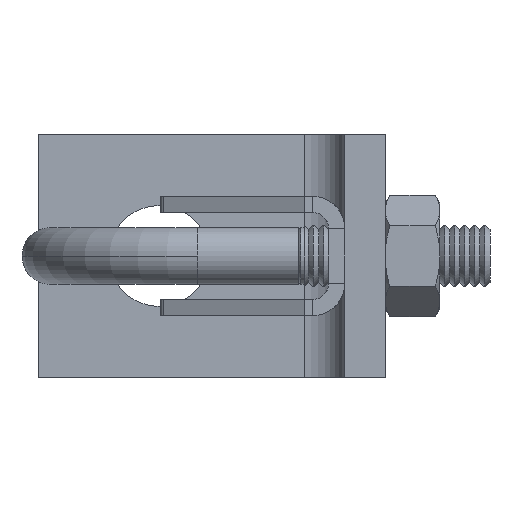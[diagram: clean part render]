
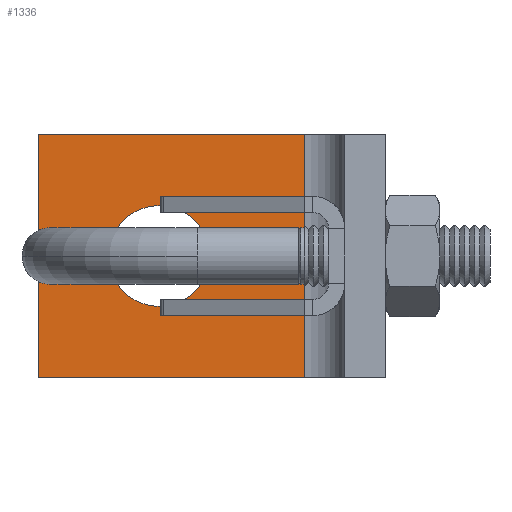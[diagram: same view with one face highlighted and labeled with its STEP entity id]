
A CAD part, left-side view. The second image highlights one B-rep face of the part: STEP entity #1336.
In plain terms, the highlighted planar face has unit normal (-1, 0, 0).
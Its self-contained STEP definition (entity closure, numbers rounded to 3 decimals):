
#98 = DIRECTION ( 'NONE',  ( 0., 0., -1. ) ) ;
#150 = CARTESIAN_POINT ( 'NONE',  ( -5., 10., 15. ) ) ;
#423 = ORIENTED_EDGE ( 'NONE', *, *, #9295, .F. ) ;
#563 = DIRECTION ( 'NONE',  ( 1., 0., 0. ) ) ;
#1336 = ADVANCED_FACE ( 'NONE', ( #11496, #15605 ), #14218, .F. ) ;
#1461 = EDGE_CURVE ( 'NONE', #15263, #7910, #1897, .T. ) ;
#1653 = CARTESIAN_POINT ( 'NONE',  ( -5., 28., -6.25 ) ) ;
#1897 = LINE ( 'NONE', #11332, #5988 ) ;
#3372 = EDGE_LOOP ( 'NONE', ( #13661, #423, #6714, #7828 ) ) ;
#3576 = CIRCLE ( 'NONE', #6945, 6.25 ) ;
#3640 = EDGE_LOOP ( 'NONE', ( #7099, #11399 ) ) ;
#3993 = CARTESIAN_POINT ( 'NONE',  ( -5., 28., 0. ) ) ;
#4309 = VERTEX_POINT ( 'NONE', #5403 ) ;
#4427 = VERTEX_POINT ( 'NONE', #14427 ) ;
#5184 = CARTESIAN_POINT ( 'NONE',  ( -5., 43., 15. ) ) ;
#5293 = DIRECTION ( 'NONE',  ( 0., 0., -1. ) ) ;
#5320 = VECTOR ( 'NONE', #5428, 1000. ) ;
#5403 = CARTESIAN_POINT ( 'NONE',  ( -5., 28., 6.25 ) ) ;
#5428 = DIRECTION ( 'NONE',  ( 0., -1., 0. ) ) ;
#5748 = DIRECTION ( 'NONE',  ( -1., 0., 0. ) ) ;
#5988 = VECTOR ( 'NONE', #13835, 1000. ) ;
#6428 = AXIS2_PLACEMENT_3D ( 'NONE', #13025, #563, #11601 ) ;
#6714 = ORIENTED_EDGE ( 'NONE', *, *, #11460, .F. ) ;
#6945 = AXIS2_PLACEMENT_3D ( 'NONE', #14501, #5748, #9350 ) ;
#7093 = LINE ( 'NONE', #5184, #10056 ) ;
#7099 = ORIENTED_EDGE ( 'NONE', *, *, #11484, .F. ) ;
#7275 = LINE ( 'NONE', #150, #15131 ) ;
#7337 = CARTESIAN_POINT ( 'NONE',  ( -5., 10., -15. ) ) ;
#7567 = DIRECTION ( 'NONE',  ( 0., 0., 1. ) ) ;
#7828 = ORIENTED_EDGE ( 'NONE', *, *, #10175, .T. ) ;
#7910 = VERTEX_POINT ( 'NONE', #7337 ) ;
#8528 = CIRCLE ( 'NONE', #12986, 6.25 ) ;
#9295 = EDGE_CURVE ( 'NONE', #15790, #7910, #7275, .T. ) ;
#9350 = DIRECTION ( 'NONE',  ( 0., 0., 1. ) ) ;
#9421 = CARTESIAN_POINT ( 'NONE',  ( -5., 43., -15. ) ) ;
#9849 = CARTESIAN_POINT ( 'NONE',  ( -5., 10., 15. ) ) ;
#10056 = VECTOR ( 'NONE', #5293, 1000. ) ;
#10175 = EDGE_CURVE ( 'NONE', #4427, #15263, #7093, .T. ) ;
#10225 = LINE ( 'NONE', #11629, #5320 ) ;
#11332 = CARTESIAN_POINT ( 'NONE',  ( -5., 0., -15. ) ) ;
#11399 = ORIENTED_EDGE ( 'NONE', *, *, #15900, .F. ) ;
#11460 = EDGE_CURVE ( 'NONE', #4427, #15790, #10225, .T. ) ;
#11484 = EDGE_CURVE ( 'NONE', #4309, #12757, #3576, .T. ) ;
#11496 = FACE_BOUND ( 'NONE', #3640, .T. ) ;
#11601 = DIRECTION ( 'NONE',  ( 0., 0., -1. ) ) ;
#11629 = CARTESIAN_POINT ( 'NONE',  ( -5., 0., 15. ) ) ;
#12757 = VERTEX_POINT ( 'NONE', #1653 ) ;
#12986 = AXIS2_PLACEMENT_3D ( 'NONE', #3993, #13831, #7567 ) ;
#13025 = CARTESIAN_POINT ( 'NONE',  ( -5., 0., 15. ) ) ;
#13661 = ORIENTED_EDGE ( 'NONE', *, *, #1461, .T. ) ;
#13831 = DIRECTION ( 'NONE',  ( -1., 0., 0. ) ) ;
#13835 = DIRECTION ( 'NONE',  ( 0., -1., 0. ) ) ;
#14218 = PLANE ( 'NONE',  #6428 ) ;
#14427 = CARTESIAN_POINT ( 'NONE',  ( -5., 43., 15. ) ) ;
#14501 = CARTESIAN_POINT ( 'NONE',  ( -5., 28., 0. ) ) ;
#15131 = VECTOR ( 'NONE', #98, 1000. ) ;
#15263 = VERTEX_POINT ( 'NONE', #9421 ) ;
#15605 = FACE_OUTER_BOUND ( 'NONE', #3372, .T. ) ;
#15790 = VERTEX_POINT ( 'NONE', #9849 ) ;
#15900 = EDGE_CURVE ( 'NONE', #12757, #4309, #8528, .T. ) ;
